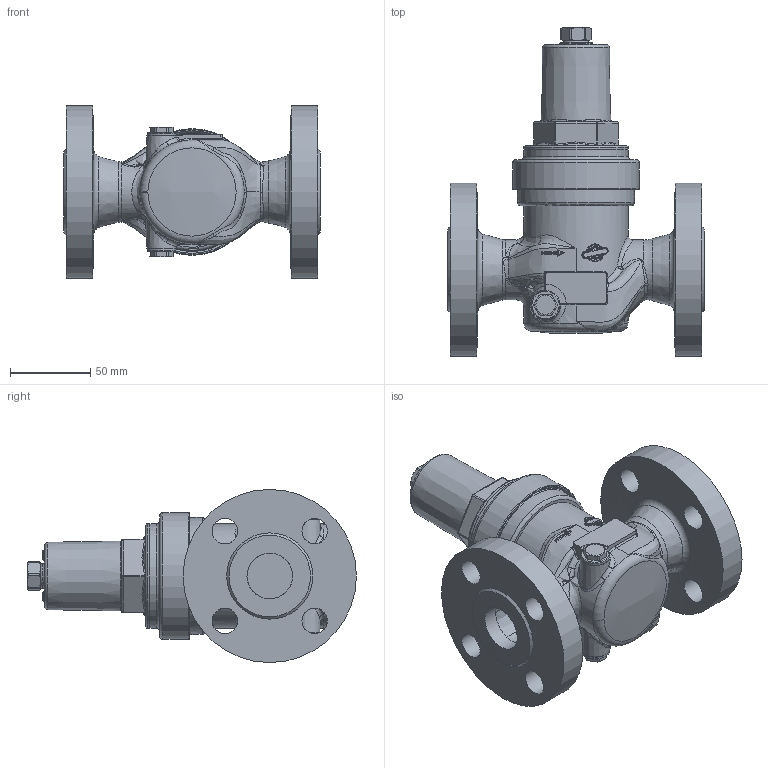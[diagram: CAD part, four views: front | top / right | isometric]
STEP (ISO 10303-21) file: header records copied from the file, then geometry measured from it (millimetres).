
FILE_DESCRIPTION(/* description */ (''),/* implementation_level */ '2;1');
FILE_NAME(/* name */ '083004-619A0.stp',/* time_stamp */ '2024-10-14T15:10:18+02:00',/* author */ ('Stefan.Junkers'),/* organization */ (''),/* preprocessor_version */ 'ST-DEVELOPER v20',/* originating_system */ 'Autodesk Inventor 2025',/* authorisation */ '');
FILE_SCHEMA (('AUTOMOTIVE_DESIGN { 1 0 10303 214 3 1 1 }'));
Products named in the file (1): 083004-619A0.20241014_step
Bounding box: 160 x 205.01 x 108 mm (x, y, z)
Volume: 890291.8 mm3; surface area: 103399.5 mm2
Topology: 1 solids, 3 shells, 560 faces, 1516 edges, 972 vertices
Faces by surface type: bspline 261, plane 129, cylinder 91, cone 40, torus 30, sphere 9
Full cylindrical faces by diameter (mm): 2 x1, 5 x1, 10 x1, 10.2 x1, 15 x1, 15.9 x8, 18 x2, 28.5 x2, 65 x2, 73 x1, 79 x1, 108 x2
Entity records: 36685 total; most frequent: CARTESIAN_POINT 24252, ORIENTED_EDGE 3002, DIRECTION 1629, EDGE_CURVE 1501, VERTEX_POINT 969, B_SPLINE_CURVE_WITH_KNOTS 817, AXIS2_PLACEMENT_3D 693, EDGE_LOOP 600
